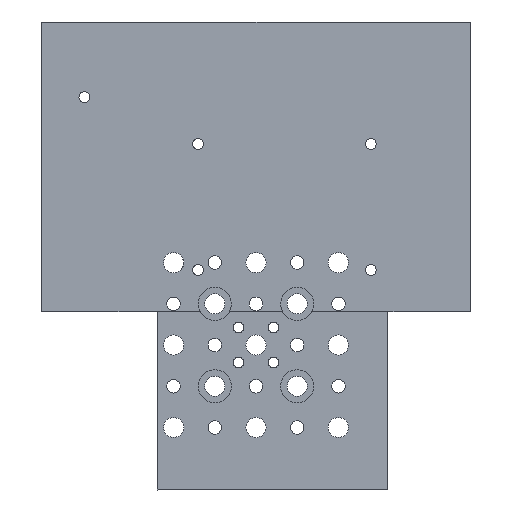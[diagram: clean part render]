
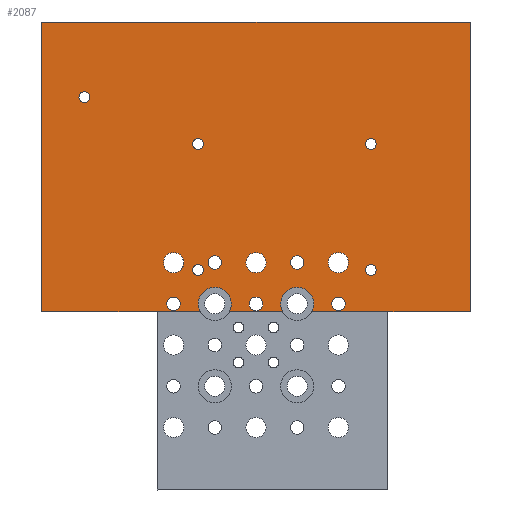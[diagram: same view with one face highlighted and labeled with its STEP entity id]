
A CAD part, front view. The second image highlights one B-rep face of the part: STEP entity #2087.
In plain terms, the highlighted planar face has unit normal (0, -1, 0).
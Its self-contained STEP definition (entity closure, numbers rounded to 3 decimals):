
#111=FACE_BOUND('',#453,.T.);
#112=FACE_BOUND('',#454,.T.);
#113=FACE_BOUND('',#455,.T.);
#114=FACE_BOUND('',#456,.T.);
#115=FACE_BOUND('',#457,.T.);
#116=FACE_BOUND('',#458,.T.);
#117=FACE_BOUND('',#459,.T.);
#118=FACE_BOUND('',#460,.T.);
#119=FACE_BOUND('',#461,.T.);
#120=FACE_BOUND('',#462,.T.);
#121=FACE_BOUND('',#463,.T.);
#122=FACE_BOUND('',#464,.T.);
#123=FACE_BOUND('',#465,.T.);
#157=PLANE('',#2332);
#261=FACE_OUTER_BOUND('',#452,.T.);
#452=EDGE_LOOP('',(#1860,#1861,#1862,#1863,#1864,#1865,#1866,#1867));
#453=EDGE_LOOP('',(#1868));
#454=EDGE_LOOP('',(#1869));
#455=EDGE_LOOP('',(#1870));
#456=EDGE_LOOP('',(#1871));
#457=EDGE_LOOP('',(#1872));
#458=EDGE_LOOP('',(#1873));
#459=EDGE_LOOP('',(#1874));
#460=EDGE_LOOP('',(#1875));
#461=EDGE_LOOP('',(#1876));
#462=EDGE_LOOP('',(#1877));
#463=EDGE_LOOP('',(#1878));
#464=EDGE_LOOP('',(#1879));
#465=EDGE_LOOP('',(#1880));
#561=CIRCLE('',#2260,5.);
#563=CIRCLE('',#2263,5.);
#591=CIRCLE('',#2304,1.65);
#592=CIRCLE('',#2306,1.65);
#593=CIRCLE('',#2308,1.65);
#594=CIRCLE('',#2310,1.65);
#595=CIRCLE('',#2312,2.05);
#596=CIRCLE('',#2314,2.05);
#597=CIRCLE('',#2316,3.05);
#598=CIRCLE('',#2318,3.05);
#599=CIRCLE('',#2320,3.05);
#600=CIRCLE('',#2322,2.05);
#601=CIRCLE('',#2324,2.05);
#602=CIRCLE('',#2326,2.05);
#603=CIRCLE('',#2333,1.65);
#686=LINE('',#3319,#839);
#693=LINE('',#3363,#846);
#727=LINE('',#3478,#880);
#742=LINE('',#3507,#895);
#743=LINE('',#3509,#896);
#744=LINE('',#3510,#897);
#839=VECTOR('',#2734,10.);
#846=VECTOR('',#2775,10.);
#880=VECTOR('',#2899,10.);
#895=VECTOR('',#2924,10.);
#896=VECTOR('',#2925,10.);
#897=VECTOR('',#2926,10.);
#1017=VERTEX_POINT('',#3301);
#1019=VERTEX_POINT('',#3304);
#1021=VERTEX_POINT('',#3310);
#1023=VERTEX_POINT('',#3313);
#1044=VERTEX_POINT('',#3362);
#1062=VERTEX_POINT('',#3416);
#1063=VERTEX_POINT('',#3420);
#1064=VERTEX_POINT('',#3424);
#1065=VERTEX_POINT('',#3428);
#1066=VERTEX_POINT('',#3432);
#1067=VERTEX_POINT('',#3436);
#1068=VERTEX_POINT('',#3440);
#1069=VERTEX_POINT('',#3444);
#1070=VERTEX_POINT('',#3448);
#1071=VERTEX_POINT('',#3452);
#1072=VERTEX_POINT('',#3456);
#1073=VERTEX_POINT('',#3460);
#1080=VERTEX_POINT('',#3476);
#1089=VERTEX_POINT('',#3506);
#1090=VERTEX_POINT('',#3508);
#1091=VERTEX_POINT('',#3511);
#1257=EDGE_CURVE('',#1019,#1017,#561,.T.);
#1261=EDGE_CURVE('',#1023,#1021,#563,.T.);
#1264=EDGE_CURVE('',#1021,#1019,#686,.T.);
#1286=EDGE_CURVE('',#1044,#1023,#693,.T.);
#1312=EDGE_CURVE('',#1062,#1062,#591,.T.);
#1314=EDGE_CURVE('',#1063,#1063,#592,.T.);
#1316=EDGE_CURVE('',#1064,#1064,#593,.T.);
#1318=EDGE_CURVE('',#1065,#1065,#594,.T.);
#1321=EDGE_CURVE('',#1066,#1066,#595,.T.);
#1323=EDGE_CURVE('',#1067,#1067,#596,.T.);
#1325=EDGE_CURVE('',#1068,#1068,#597,.T.);
#1327=EDGE_CURVE('',#1069,#1069,#598,.T.);
#1329=EDGE_CURVE('',#1070,#1070,#599,.T.);
#1331=EDGE_CURVE('',#1071,#1071,#600,.T.);
#1333=EDGE_CURVE('',#1072,#1072,#601,.T.);
#1335=EDGE_CURVE('',#1073,#1073,#602,.T.);
#1343=EDGE_CURVE('',#1017,#1080,#727,.T.);
#1358=EDGE_CURVE('',#1080,#1089,#742,.T.);
#1359=EDGE_CURVE('',#1089,#1090,#743,.T.);
#1360=EDGE_CURVE('',#1090,#1044,#744,.T.);
#1361=EDGE_CURVE('',#1091,#1091,#603,.T.);
#1860=ORIENTED_EDGE('',*,*,#1257,.T.);
#1861=ORIENTED_EDGE('',*,*,#1343,.T.);
#1862=ORIENTED_EDGE('',*,*,#1358,.T.);
#1863=ORIENTED_EDGE('',*,*,#1359,.T.);
#1864=ORIENTED_EDGE('',*,*,#1360,.T.);
#1865=ORIENTED_EDGE('',*,*,#1286,.T.);
#1866=ORIENTED_EDGE('',*,*,#1261,.T.);
#1867=ORIENTED_EDGE('',*,*,#1264,.T.);
#1868=ORIENTED_EDGE('',*,*,#1312,.T.);
#1869=ORIENTED_EDGE('',*,*,#1314,.T.);
#1870=ORIENTED_EDGE('',*,*,#1316,.T.);
#1871=ORIENTED_EDGE('',*,*,#1318,.T.);
#1872=ORIENTED_EDGE('',*,*,#1321,.T.);
#1873=ORIENTED_EDGE('',*,*,#1323,.T.);
#1874=ORIENTED_EDGE('',*,*,#1325,.T.);
#1875=ORIENTED_EDGE('',*,*,#1327,.T.);
#1876=ORIENTED_EDGE('',*,*,#1329,.T.);
#1877=ORIENTED_EDGE('',*,*,#1331,.T.);
#1878=ORIENTED_EDGE('',*,*,#1333,.T.);
#1879=ORIENTED_EDGE('',*,*,#1335,.T.);
#1880=ORIENTED_EDGE('',*,*,#1361,.T.);
#2087=ADVANCED_FACE('',(#261,#111,#112,#113,#114,#115,#116,#117,#118,#119,
#120,#121,#122,#123),#157,.F.);
#2260=AXIS2_PLACEMENT_3D('',#3305,#2719,#2720);
#2263=AXIS2_PLACEMENT_3D('',#3314,#2727,#2728);
#2304=AXIS2_PLACEMENT_3D('',#3417,#2832,#2833);
#2306=AXIS2_PLACEMENT_3D('',#3421,#2837,#2838);
#2308=AXIS2_PLACEMENT_3D('',#3425,#2842,#2843);
#2310=AXIS2_PLACEMENT_3D('',#3429,#2847,#2848);
#2312=AXIS2_PLACEMENT_3D('',#3434,#2853,#2854);
#2314=AXIS2_PLACEMENT_3D('',#3438,#2858,#2859);
#2316=AXIS2_PLACEMENT_3D('',#3442,#2863,#2864);
#2318=AXIS2_PLACEMENT_3D('',#3446,#2868,#2869);
#2320=AXIS2_PLACEMENT_3D('',#3450,#2873,#2874);
#2322=AXIS2_PLACEMENT_3D('',#3454,#2878,#2879);
#2324=AXIS2_PLACEMENT_3D('',#3458,#2883,#2884);
#2326=AXIS2_PLACEMENT_3D('',#3462,#2888,#2889);
#2332=AXIS2_PLACEMENT_3D('',#3505,#2922,#2923);
#2333=AXIS2_PLACEMENT_3D('',#3512,#2927,#2928);
#2719=DIRECTION('center_axis',(0.,1.,0.));
#2720=DIRECTION('ref_axis',(-1.,0.,0.));
#2727=DIRECTION('center_axis',(0.,1.,0.));
#2728=DIRECTION('ref_axis',(-1.,0.,0.));
#2734=DIRECTION('',(1.,0.,0.));
#2775=DIRECTION('',(1.,0.,0.));
#2832=DIRECTION('center_axis',(0.,1.,0.));
#2833=DIRECTION('ref_axis',(-1.,0.,0.));
#2837=DIRECTION('center_axis',(0.,1.,0.));
#2838=DIRECTION('ref_axis',(-1.,0.,0.));
#2842=DIRECTION('center_axis',(0.,1.,0.));
#2843=DIRECTION('ref_axis',(-1.,0.,0.));
#2847=DIRECTION('center_axis',(0.,1.,0.));
#2848=DIRECTION('ref_axis',(-1.,0.,0.));
#2853=DIRECTION('center_axis',(0.,1.,0.));
#2854=DIRECTION('ref_axis',(-1.,0.,0.));
#2858=DIRECTION('center_axis',(0.,1.,0.));
#2859=DIRECTION('ref_axis',(-1.,0.,0.));
#2863=DIRECTION('center_axis',(0.,1.,0.));
#2864=DIRECTION('ref_axis',(-1.,0.,0.));
#2868=DIRECTION('center_axis',(0.,1.,0.));
#2869=DIRECTION('ref_axis',(-1.,0.,0.));
#2873=DIRECTION('center_axis',(0.,1.,0.));
#2874=DIRECTION('ref_axis',(-1.,0.,0.));
#2878=DIRECTION('center_axis',(0.,1.,0.));
#2879=DIRECTION('ref_axis',(-1.,0.,0.));
#2883=DIRECTION('center_axis',(0.,1.,0.));
#2884=DIRECTION('ref_axis',(-1.,0.,0.));
#2888=DIRECTION('center_axis',(0.,1.,0.));
#2889=DIRECTION('ref_axis',(-1.,0.,0.));
#2899=DIRECTION('',(1.,0.,0.));
#2922=DIRECTION('center_axis',(0.,1.,0.));
#2923=DIRECTION('ref_axis',(-1.,0.,0.));
#2924=DIRECTION('',(0.,0.,1.));
#2925=DIRECTION('',(-1.,0.,0.));
#2926=DIRECTION('',(0.,0.,-1.));
#2927=DIRECTION('center_axis',(0.,1.,0.));
#2928=DIRECTION('ref_axis',(-1.,0.,0.));
#3301=CARTESIAN_POINT('',(19.059,-82.86,-43.904));
#3304=CARTESIAN_POINT('',(10.342,-82.86,-43.904));
#3305=CARTESIAN_POINT('Origin',(14.701,-82.86,-41.454));
#3310=CARTESIAN_POINT('',(-5.941,-82.86,-43.904));
#3313=CARTESIAN_POINT('',(-14.658,-82.86,-43.904));
#3314=CARTESIAN_POINT('Origin',(-10.299,-82.86,-41.454));
#3319=CARTESIAN_POINT('',(34.701,-82.86,-43.904));
#3362=CARTESIAN_POINT('',(-62.799,-82.86,-43.904));
#3363=CARTESIAN_POINT('',(34.701,-82.86,-43.904));
#3416=CARTESIAN_POINT('',(38.684,-82.86,-31.204));
#3417=CARTESIAN_POINT('Origin',(37.034,-82.86,-31.204));
#3420=CARTESIAN_POINT('',(-13.716,-82.86,-31.204));
#3421=CARTESIAN_POINT('Origin',(-15.366,-82.86,-31.204));
#3424=CARTESIAN_POINT('',(38.684,-82.86,6.996));
#3425=CARTESIAN_POINT('Origin',(37.034,-82.86,6.996));
#3428=CARTESIAN_POINT('',(-13.716,-82.86,6.996));
#3429=CARTESIAN_POINT('Origin',(-15.366,-82.86,6.996));
#3432=CARTESIAN_POINT('',(16.751,-82.86,-28.954));
#3434=CARTESIAN_POINT('Origin',(14.701,-82.86,-28.954));
#3436=CARTESIAN_POINT('',(-20.749,-82.86,-41.454));
#3438=CARTESIAN_POINT('Origin',(-22.799,-82.86,-41.454));
#3440=CARTESIAN_POINT('',(-19.749,-82.86,-28.954));
#3442=CARTESIAN_POINT('Origin',(-22.799,-82.86,-28.954));
#3444=CARTESIAN_POINT('',(5.251,-82.86,-28.954));
#3446=CARTESIAN_POINT('Origin',(2.201,-82.86,-28.954));
#3448=CARTESIAN_POINT('',(30.251,-82.86,-28.954));
#3450=CARTESIAN_POINT('Origin',(27.201,-82.86,-28.954));
#3452=CARTESIAN_POINT('',(-8.249,-82.86,-28.954));
#3454=CARTESIAN_POINT('Origin',(-10.299,-82.86,-28.954));
#3456=CARTESIAN_POINT('',(4.251,-82.86,-41.454));
#3458=CARTESIAN_POINT('Origin',(2.201,-82.86,-41.454));
#3460=CARTESIAN_POINT('',(29.251,-82.86,-41.454));
#3462=CARTESIAN_POINT('Origin',(27.201,-82.86,-41.454));
#3476=CARTESIAN_POINT('',(67.201,-82.86,-43.904));
#3478=CARTESIAN_POINT('',(34.701,-82.86,-43.904));
#3505=CARTESIAN_POINT('Origin',(2.201,-82.86,0.046));
#3506=CARTESIAN_POINT('',(67.201,-82.86,43.996));
#3507=CARTESIAN_POINT('',(67.201,-82.86,22.021));
#3508=CARTESIAN_POINT('',(-62.799,-82.86,43.996));
#3509=CARTESIAN_POINT('',(-30.299,-82.86,43.996));
#3510=CARTESIAN_POINT('',(-62.799,-82.86,-21.929));
#3511=CARTESIAN_POINT('',(-48.175,-82.86,21.221));
#3512=CARTESIAN_POINT('Origin',(-49.825,-82.86,21.221));
